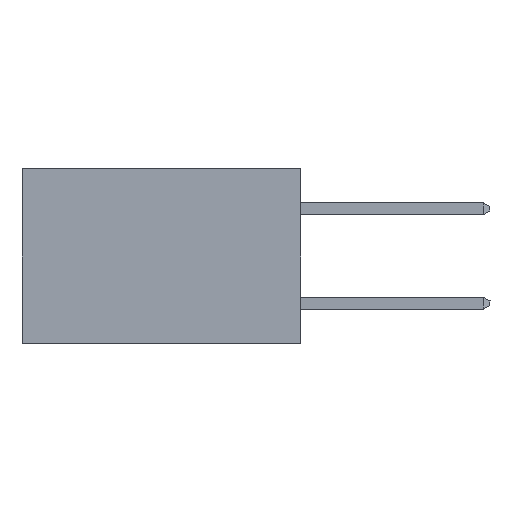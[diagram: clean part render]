
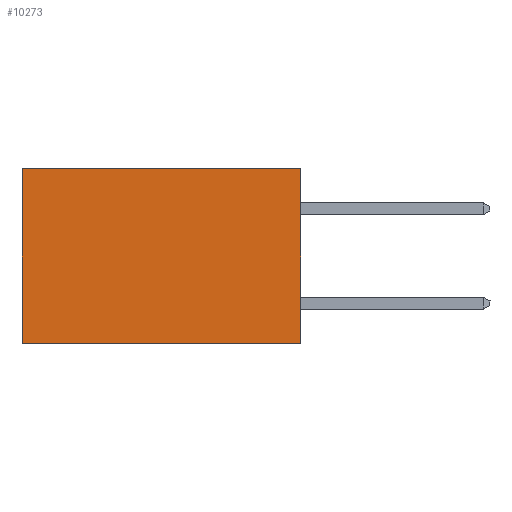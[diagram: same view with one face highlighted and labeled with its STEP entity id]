
A CAD part, left-side view. The second image highlights one B-rep face of the part: STEP entity #10273.
In plain terms, the highlighted planar face has unit normal (-1, 0, 0).
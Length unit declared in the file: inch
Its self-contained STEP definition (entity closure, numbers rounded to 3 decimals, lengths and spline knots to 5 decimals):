
#567 = VECTOR ( 'NONE', #18641, 39.37008 ) ;
#1983 = VERTEX_POINT ( 'NONE', #12473 ) ;
#2783 = LINE ( 'NONE', #12136, #6798 ) ;
#3346 = VERTEX_POINT ( 'NONE', #18635 ) ;
#4296 = VECTOR ( 'NONE', #19100, 39.37008 ) ;
#5033 = CARTESIAN_POINT ( 'NONE',  ( 0.277, 0., 0. ) ) ;
#5933 = CARTESIAN_POINT ( 'NONE',  ( 0.277, 0.59, -0.37 ) ) ;
#6377 = FACE_OUTER_BOUND ( 'NONE', #15910, .T. ) ;
#6625 = DIRECTION ( 'NONE',  ( 0., 0., -1. ) ) ;
#6647 = DIRECTION ( 'NONE',  ( 1., 0., 0. ) ) ;
#6669 = CARTESIAN_POINT ( 'NONE',  ( 0.277, 0., -0.37 ) ) ;
#6798 = VECTOR ( 'NONE', #11880, 39.37008 ) ;
#7334 = EDGE_CURVE ( 'NONE', #3346, #17070, #2783, .T. ) ;
#7683 = PLANE ( 'NONE',  #14915 ) ;
#8380 = ORIENTED_EDGE ( 'NONE', *, *, #21128, .T. ) ;
#9040 = EDGE_CURVE ( 'NONE', #15251, #1983, #17891, .T. ) ;
#10273 = ADVANCED_FACE ( 'NONE', ( #6377 ), #7683, .F. ) ;
#11319 = ORIENTED_EDGE ( 'NONE', *, *, #7334, .T. ) ;
#11880 = DIRECTION ( 'NONE',  ( 0., 0., -1. ) ) ;
#12136 = CARTESIAN_POINT ( 'NONE',  ( 0.277, 0.59, -0.37 ) ) ;
#12473 = CARTESIAN_POINT ( 'NONE',  ( 0.277, 0., -0.37 ) ) ;
#12521 = DIRECTION ( 'NONE',  ( 0., 1., 0. ) ) ;
#13495 = VECTOR ( 'NONE', #12521, 39.37008 ) ;
#14915 = AXIS2_PLACEMENT_3D ( 'NONE', #6669, #6647, #6625 ) ;
#15251 = VERTEX_POINT ( 'NONE', #18577 ) ;
#15362 = CARTESIAN_POINT ( 'NONE',  ( 0.277, 0., -0.37 ) ) ;
#15910 = EDGE_LOOP ( 'NONE', ( #11319, #16366, #20853, #8380 ) ) ;
#16366 = ORIENTED_EDGE ( 'NONE', *, *, #19139, .F. ) ;
#17070 = VERTEX_POINT ( 'NONE', #5933 ) ;
#17891 = LINE ( 'NONE', #15362, #4296 ) ;
#17983 = LINE ( 'NONE', #19231, #13495 ) ;
#18162 = LINE ( 'NONE', #5033, #567 ) ;
#18577 = CARTESIAN_POINT ( 'NONE',  ( 0.277, 0., 0. ) ) ;
#18635 = CARTESIAN_POINT ( 'NONE',  ( 0.277, 0.59, 0. ) ) ;
#18641 = DIRECTION ( 'NONE',  ( 0., 1., 0. ) ) ;
#19100 = DIRECTION ( 'NONE',  ( 0., 0., -1. ) ) ;
#19139 = EDGE_CURVE ( 'NONE', #1983, #17070, #17983, .T. ) ;
#19231 = CARTESIAN_POINT ( 'NONE',  ( 0.277, 0., -0.37 ) ) ;
#20853 = ORIENTED_EDGE ( 'NONE', *, *, #9040, .F. ) ;
#21128 = EDGE_CURVE ( 'NONE', #15251, #3346, #18162, .T. ) ;
